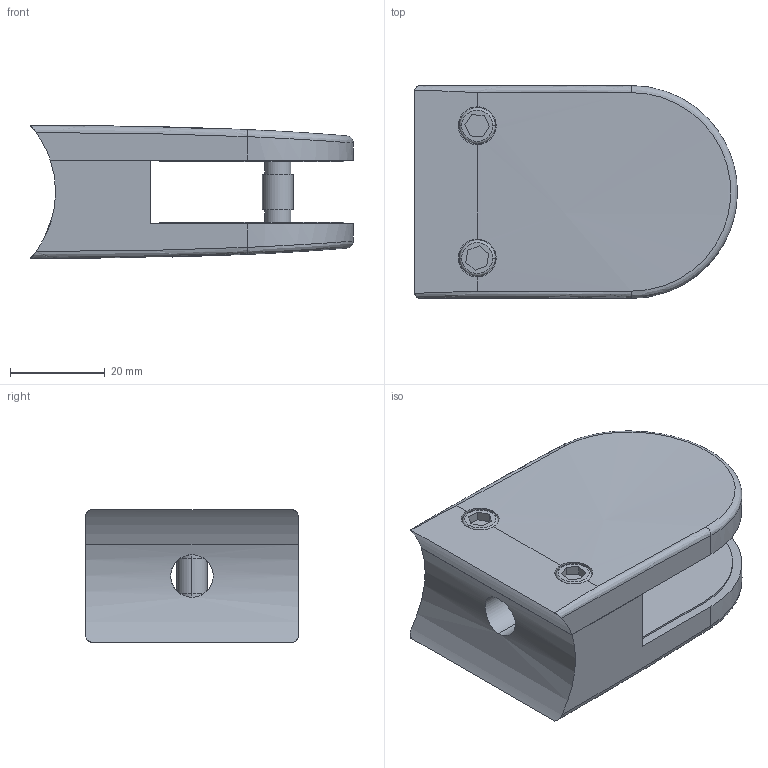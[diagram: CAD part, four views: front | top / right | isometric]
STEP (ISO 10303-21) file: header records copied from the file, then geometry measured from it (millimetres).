
FILE_DESCRIPTION (( 'STEP AP203' ), '1' );
FILE_NAME ('3D_GG4006_42.4x12.76_188756740.STEP', '2024-11-04T18:13:59', ( '' ), ( '' ), 'SwSTEP 2.0', 'SolidWorks 2023', '' );
FILE_SCHEMA (( 'CONFIG_CONTROL_DESIGN' ));
Length unit declared in the file: millimetre
Products named in the file (1): 3D_GG4006_42.4x12.76_188756740
Bounding box: 68.28 x 45 x 28 mm (x, y, z)
Volume: 48905.6 mm3; surface area: 18112.8 mm2
Topology: 3 solids, 3 shells, 90 faces, 208 edges, 136 vertices
Faces by surface type: plane 44, cylinder 34, bspline 8, torus 4
Entity records: 3613 total; most frequent: CARTESIAN_POINT 1481, DIRECTION 424, ORIENTED_EDGE 416, EDGE_CURVE 208, AXIS2_PLACEMENT_3D 159, VERTEX_POINT 136, EDGE_LOOP 108, VECTOR 106
